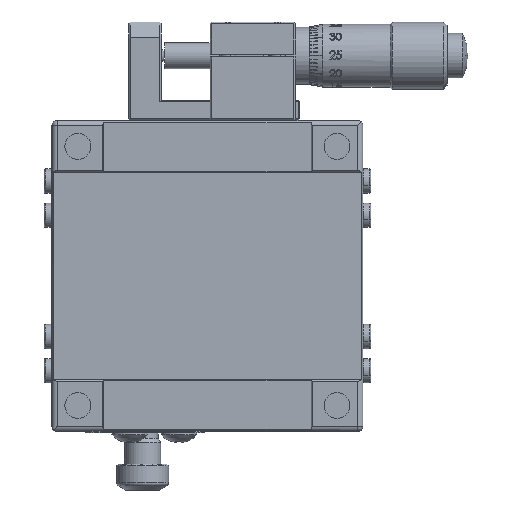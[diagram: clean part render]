
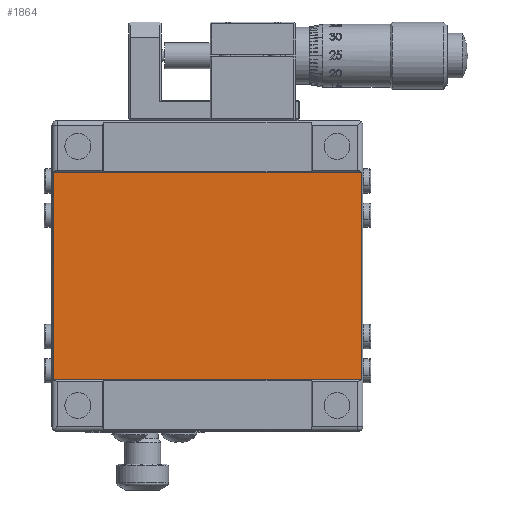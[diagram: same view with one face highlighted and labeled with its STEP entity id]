
A CAD part, front view. The second image highlights one B-rep face of the part: STEP entity #1864.
In plain terms, the highlighted planar face has unit normal (0, -1, 0).
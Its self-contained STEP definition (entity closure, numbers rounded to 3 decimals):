
#1767 = LINE ( 'NONE', #18767, #46668 ) ;
#1864 = ADVANCED_FACE ( 'NONE', ( #10327 ), #13684, .F. ) ;
#3191 = EDGE_CURVE ( 'NONE', #37573, #29416, #1767, .T. ) ;
#5035 = DIRECTION ( 'NONE',  ( 0., 0., 1. ) ) ;
#5988 = ORIENTED_EDGE ( 'NONE', *, *, #7012, .T. ) ;
#7012 = EDGE_CURVE ( 'NONE', #29416, #15032, #32426, .T. ) ;
#8111 = VECTOR ( 'NONE', #5035, 1000. ) ;
#8700 = LINE ( 'NONE', #38483, #13055 ) ;
#10233 = CARTESIAN_POINT ( 'NONE',  ( -28.341, -10.094, -20. ) ) ;
#10327 = FACE_OUTER_BOUND ( 'NONE', #28306, .T. ) ;
#13055 = VECTOR ( 'NONE', #34325, 1000. ) ;
#13359 = LINE ( 'NONE', #26181, #8111 ) ;
#13684 = PLANE ( 'NONE',  #31453 ) ;
#15032 = VERTEX_POINT ( 'NONE', #10233 ) ;
#17373 = ORIENTED_EDGE ( 'NONE', *, *, #47964, .T. ) ;
#18767 = CARTESIAN_POINT ( 'NONE',  ( 31.374, -10.094, 20. ) ) ;
#22891 = EDGE_CURVE ( 'NONE', #30187, #15032, #8700, .T. ) ;
#23495 = DIRECTION ( 'NONE',  ( -1., 0., 0. ) ) ;
#24515 = ORIENTED_EDGE ( 'NONE', *, *, #22891, .F. ) ;
#26181 = CARTESIAN_POINT ( 'NONE',  ( 31.088, -10.094, -20. ) ) ;
#26773 = CARTESIAN_POINT ( 'NONE',  ( 31.374, -10.094, 20. ) ) ;
#27324 = DIRECTION ( 'NONE',  ( 0., 1., 0. ) ) ;
#28306 = EDGE_LOOP ( 'NONE', ( #24515, #17373, #34829, #5988 ) ) ;
#29416 = VERTEX_POINT ( 'NONE', #45512 ) ;
#30187 = VERTEX_POINT ( 'NONE', #45253 ) ;
#30682 = DIRECTION ( 'NONE',  ( 1., 0., 0. ) ) ;
#31453 = AXIS2_PLACEMENT_3D ( 'NONE', #26773, #27324, #30682 ) ;
#32426 = LINE ( 'NONE', #34064, #46556 ) ;
#34064 = CARTESIAN_POINT ( 'NONE',  ( -28.341, -10.094, 20. ) ) ;
#34325 = DIRECTION ( 'NONE',  ( -1., 0., 0. ) ) ;
#34829 = ORIENTED_EDGE ( 'NONE', *, *, #3191, .T. ) ;
#37573 = VERTEX_POINT ( 'NONE', #51653 ) ;
#38244 = DIRECTION ( 'NONE',  ( 0., 0., -1. ) ) ;
#38483 = CARTESIAN_POINT ( 'NONE',  ( 31.374, -10.094, -20. ) ) ;
#45253 = CARTESIAN_POINT ( 'NONE',  ( 31.088, -10.094, -20. ) ) ;
#45512 = CARTESIAN_POINT ( 'NONE',  ( -28.341, -10.094, 20. ) ) ;
#46556 = VECTOR ( 'NONE', #38244, 1000. ) ;
#46668 = VECTOR ( 'NONE', #23495, 1000. ) ;
#47964 = EDGE_CURVE ( 'NONE', #30187, #37573, #13359, .T. ) ;
#51653 = CARTESIAN_POINT ( 'NONE',  ( 31.088, -10.094, 20. ) ) ;
